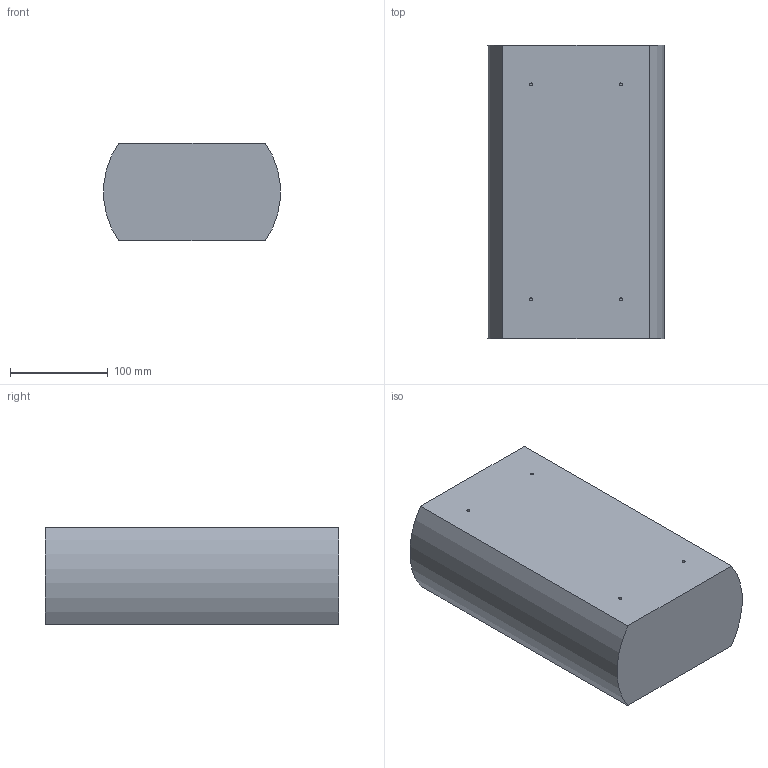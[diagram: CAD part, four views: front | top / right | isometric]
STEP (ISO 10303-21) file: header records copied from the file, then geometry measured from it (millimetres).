
FILE_DESCRIPTION(('STEP AP203'), '1');
FILE_NAME('砱鋋_勷摳膱', '', ('UNSPECIFIED'), ('UNSPECIFIED'), 'ASCON STEP Converter 1.6', 'ASCON Math Kernel', '');
FILE_SCHEMA(('CONFIG_CONTROL_DESIGN'));
Length unit declared in the file: millimetre
Bounding box: 180.6 x 300 x 100 mm (x, y, z)
Volume: 5136609.7 mm3; surface area: 188836.3 mm2
Topology: 1 solids, 1 shells, 14 faces, 24 edges, 16 vertices
Faces by surface type: plane 8, cylinder 6
Full cylindrical faces by diameter (mm): 3 x4
Entity records: 472 total; most frequent: DIRECTION 62, CARTESIAN_POINT 51, ORIENTED_EDGE 40, AXIS2_PLACEMENT_3D 27, EDGE_LOOP 22, EDGE_CURVE 20, VERTEX_POINT 16, COLOUR_RGB 15
